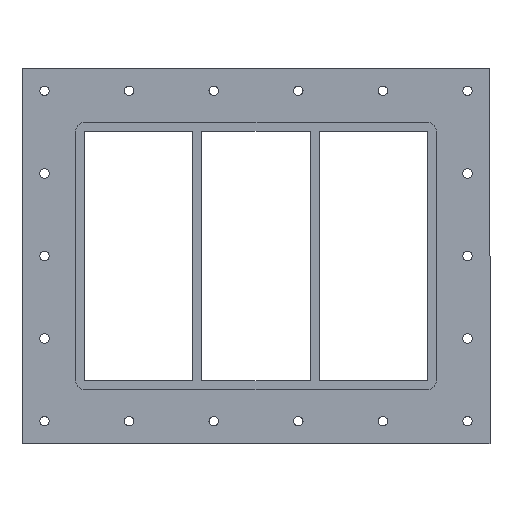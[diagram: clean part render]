
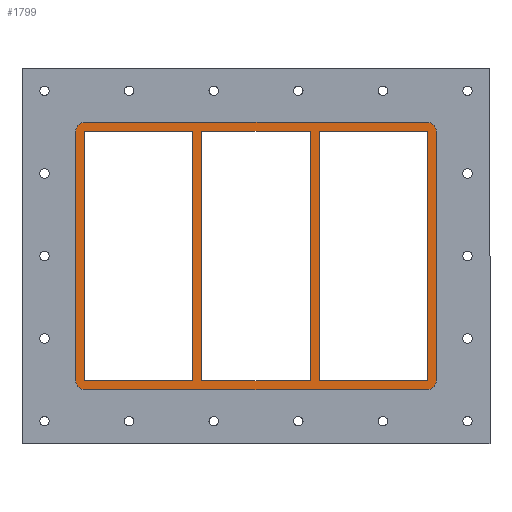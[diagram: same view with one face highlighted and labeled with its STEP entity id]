
A CAD part, top view. The second image highlights one B-rep face of the part: STEP entity #1799.
In plain terms, the highlighted planar face has unit normal (0, 0, 1).
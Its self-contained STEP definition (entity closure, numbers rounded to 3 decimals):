
#1006=CARTESIAN_POINT('',(200.75,-139.0,30.0));
#1007=VERTEX_POINT('',#1006);
#1014=CARTESIAN_POINT('',(190.75,-149.0,30.0));
#1015=VERTEX_POINT('',#1014);
#1016=CARTESIAN_POINT('',(190.75,-139.0,30.0));
#1017=DIRECTION('',(0.0,0.0,-1.0));
#1018=DIRECTION('',(0.707,-0.707,0.0));
#1019=AXIS2_PLACEMENT_3D('',#1016,#1017,#1018);
#1020=CIRCLE('',#1019,10.);
#1021=EDGE_CURVE('',#1007,#1015,#1020,.T.);
#1062=CARTESIAN_POINT('',(200.75,139.,30.0));
#1063=VERTEX_POINT('',#1062);
#1070=CARTESIAN_POINT('',(200.75,-139.0,30.0));
#1071=DIRECTION('',(0.0,1.0,0.0));
#1072=VECTOR('',#1071,278.);
#1073=LINE('',#1070,#1072);
#1074=EDGE_CURVE('',#1007,#1063,#1073,.T.);
#1111=CARTESIAN_POINT('',(190.75,149.,30.0));
#1112=VERTEX_POINT('',#1111);
#1119=CARTESIAN_POINT('',(190.75,139.,30.0));
#1120=DIRECTION('',(0.0,0.0,-1.0));
#1121=DIRECTION('',(0.707,0.707,0.0));
#1122=AXIS2_PLACEMENT_3D('',#1119,#1120,#1121);
#1123=CIRCLE('',#1122,10.);
#1124=EDGE_CURVE('',#1112,#1063,#1123,.T.);
#1160=CARTESIAN_POINT('',(-190.75,149.,30.0));
#1161=VERTEX_POINT('',#1160);
#1168=CARTESIAN_POINT('',(190.75,149.,30.0));
#1169=DIRECTION('',(-1.0,0.0,0.0));
#1170=VECTOR('',#1169,381.5);
#1171=LINE('',#1168,#1170);
#1172=EDGE_CURVE('',#1112,#1161,#1171,.T.);
#1348=CARTESIAN_POINT('',(-190.75,-149.0,30.0));
#1349=VERTEX_POINT('',#1348);
#1350=CARTESIAN_POINT('',(-190.75,-149.0,30.0));
#1351=DIRECTION('',(1.0,0.0,0.0));
#1352=VECTOR('',#1351,381.5);
#1353=LINE('',#1350,#1352);
#1354=EDGE_CURVE('',#1349,#1015,#1353,.T.);
#1372=CARTESIAN_POINT('',(-200.75,-139.0,30.0));
#1373=VERTEX_POINT('',#1372);
#1374=CARTESIAN_POINT('',(-190.75,-139.0,30.0));
#1375=DIRECTION('',(0.0,0.0,-1.0));
#1376=DIRECTION('',(-0.707,-0.707,0.0));
#1377=AXIS2_PLACEMENT_3D('',#1374,#1375,#1376);
#1378=CIRCLE('',#1377,10.);
#1379=EDGE_CURVE('',#1349,#1373,#1378,.T.);
#1396=CARTESIAN_POINT('',(-200.75,139.,30.0));
#1397=VERTEX_POINT('',#1396);
#1404=CARTESIAN_POINT('',(-190.75,139.,30.0));
#1405=DIRECTION('',(0.0,0.0,-1.0));
#1406=DIRECTION('',(-0.707,0.707,0.0));
#1407=AXIS2_PLACEMENT_3D('',#1404,#1405,#1406);
#1408=CIRCLE('',#1407,10.0);
#1409=EDGE_CURVE('',#1397,#1161,#1408,.T.);
#1455=CARTESIAN_POINT('',(70.25,139.,30.0));
#1456=VERTEX_POINT('',#1455);
#1463=CARTESIAN_POINT('',(70.25,-139.,30.0));
#1464=VERTEX_POINT('',#1463);
#1465=CARTESIAN_POINT('',(70.25,-139.,30.0));
#1466=DIRECTION('',(0.0,1.0,0.0));
#1467=VECTOR('',#1466,278.);
#1468=LINE('',#1465,#1467);
#1469=EDGE_CURVE('',#1464,#1456,#1468,.T.);
#1487=CARTESIAN_POINT('',(190.75,-139.0,30.0));
#1488=VERTEX_POINT('',#1487);
#1489=CARTESIAN_POINT('',(190.75,-139.,30.0));
#1490=DIRECTION('',(-1.0,0.0,0.0));
#1491=VECTOR('',#1490,120.5);
#1492=LINE('',#1489,#1491);
#1493=EDGE_CURVE('',#1488,#1464,#1492,.T.);
#1511=CARTESIAN_POINT('',(190.75,139.,30.0));
#1512=VERTEX_POINT('',#1511);
#1513=CARTESIAN_POINT('',(190.75,139.,30.0));
#1514=DIRECTION('',(0.0,-1.0,0.0));
#1515=VECTOR('',#1514,278.0);
#1516=LINE('',#1513,#1515);
#1517=EDGE_CURVE('',#1512,#1488,#1516,.T.);
#1535=CARTESIAN_POINT('',(70.25,139.,30.0));
#1536=DIRECTION('',(1.0,0.0,0.0));
#1537=VECTOR('',#1536,120.5);
#1538=LINE('',#1535,#1537);
#1539=EDGE_CURVE('',#1456,#1512,#1538,.T.);
#1551=CARTESIAN_POINT('',(-60.25,139.,30.0));
#1552=VERTEX_POINT('',#1551);
#1559=CARTESIAN_POINT('',(-60.25,-139.,30.0));
#1560=VERTEX_POINT('',#1559);
#1561=CARTESIAN_POINT('',(-60.25,-139.,30.0));
#1562=DIRECTION('',(0.0,1.0,0.0));
#1563=VECTOR('',#1562,278.);
#1564=LINE('',#1561,#1563);
#1565=EDGE_CURVE('',#1560,#1552,#1564,.T.);
#1583=CARTESIAN_POINT('',(60.25,-139.0,30.0));
#1584=VERTEX_POINT('',#1583);
#1585=CARTESIAN_POINT('',(60.25,-139.0,30.0));
#1586=DIRECTION('',(-1.0,0.0,0.0));
#1587=VECTOR('',#1586,120.5);
#1588=LINE('',#1585,#1587);
#1589=EDGE_CURVE('',#1584,#1560,#1588,.T.);
#1607=CARTESIAN_POINT('',(60.25,139.,30.0));
#1608=VERTEX_POINT('',#1607);
#1609=CARTESIAN_POINT('',(60.25,139.0,30.0));
#1610=DIRECTION('',(0.0,-1.0,0.0));
#1611=VECTOR('',#1610,278.);
#1612=LINE('',#1609,#1611);
#1613=EDGE_CURVE('',#1608,#1584,#1612,.T.);
#1631=CARTESIAN_POINT('',(-60.25,139.,30.0));
#1632=DIRECTION('',(1.0,0.0,0.0));
#1633=VECTOR('',#1632,120.5);
#1634=LINE('',#1631,#1633);
#1635=EDGE_CURVE('',#1552,#1608,#1634,.T.);
#1647=CARTESIAN_POINT('',(-190.75,139.,30.0));
#1648=VERTEX_POINT('',#1647);
#1655=CARTESIAN_POINT('',(-190.75,-139.,30.0));
#1656=VERTEX_POINT('',#1655);
#1657=CARTESIAN_POINT('',(-190.75,-139.,30.0));
#1658=DIRECTION('',(0.0,1.0,0.0));
#1659=VECTOR('',#1658,278.);
#1660=LINE('',#1657,#1659);
#1661=EDGE_CURVE('',#1656,#1648,#1660,.T.);
#1679=CARTESIAN_POINT('',(-70.25,-139.0,30.0));
#1680=VERTEX_POINT('',#1679);
#1681=CARTESIAN_POINT('',(-70.25,-139.0,30.0));
#1682=DIRECTION('',(-1.0,0.0,0.0));
#1683=VECTOR('',#1682,120.5);
#1684=LINE('',#1681,#1683);
#1685=EDGE_CURVE('',#1680,#1656,#1684,.T.);
#1703=CARTESIAN_POINT('',(-70.25,139.,30.0));
#1704=VERTEX_POINT('',#1703);
#1705=CARTESIAN_POINT('',(-70.25,139.,30.0));
#1706=DIRECTION('',(0.0,-1.0,0.0));
#1707=VECTOR('',#1706,278.0);
#1708=LINE('',#1705,#1707);
#1709=EDGE_CURVE('',#1704,#1680,#1708,.T.);
#1727=CARTESIAN_POINT('',(-190.75,139.,30.0));
#1728=DIRECTION('',(1.0,0.0,0.0));
#1729=VECTOR('',#1728,120.5);
#1730=LINE('',#1727,#1729);
#1731=EDGE_CURVE('',#1648,#1704,#1730,.T.);
#1744=CARTESIAN_POINT('',(-200.75,139.,30.0));
#1745=DIRECTION('',(0.0,-1.0,0.0));
#1746=VECTOR('',#1745,278.0);
#1747=LINE('',#1744,#1746);
#1748=EDGE_CURVE('',#1397,#1373,#1747,.T.);
#1766=CARTESIAN_POINT('',(0.,0.,30.0));
#1767=DIRECTION('',(0.0,0.0,1.0));
#1768=DIRECTION('',(1.0,0.0,0.0));
#1769=AXIS2_PLACEMENT_3D('',#1766,#1767,#1768);
#1770=PLANE('',#1769);
#1771=ORIENTED_EDGE('',*,*,#1021,.F.);
#1772=ORIENTED_EDGE('',*,*,#1074,.T.);
#1773=ORIENTED_EDGE('',*,*,#1124,.F.);
#1774=ORIENTED_EDGE('',*,*,#1172,.T.);
#1775=ORIENTED_EDGE('',*,*,#1409,.F.);
#1776=ORIENTED_EDGE('',*,*,#1748,.T.);
#1777=ORIENTED_EDGE('',*,*,#1379,.F.);
#1778=ORIENTED_EDGE('',*,*,#1354,.T.);
#1779=EDGE_LOOP('',(#1771,#1772,#1773,#1774,#1775,#1776,#1777,#1778));
#1780=FACE_OUTER_BOUND('',#1779,.T.);
#1781=ORIENTED_EDGE('',*,*,#1469,.T.);
#1782=ORIENTED_EDGE('',*,*,#1539,.T.);
#1783=ORIENTED_EDGE('',*,*,#1517,.T.);
#1784=ORIENTED_EDGE('',*,*,#1493,.T.);
#1785=EDGE_LOOP('',(#1781,#1782,#1783,#1784));
#1786=FACE_BOUND('',#1785,.T.);
#1787=ORIENTED_EDGE('',*,*,#1565,.T.);
#1788=ORIENTED_EDGE('',*,*,#1635,.T.);
#1789=ORIENTED_EDGE('',*,*,#1613,.T.);
#1790=ORIENTED_EDGE('',*,*,#1589,.T.);
#1791=EDGE_LOOP('',(#1787,#1788,#1789,#1790));
#1792=FACE_BOUND('',#1791,.T.);
#1793=ORIENTED_EDGE('',*,*,#1709,.T.);
#1794=ORIENTED_EDGE('',*,*,#1685,.T.);
#1795=ORIENTED_EDGE('',*,*,#1661,.T.);
#1796=ORIENTED_EDGE('',*,*,#1731,.T.);
#1797=EDGE_LOOP('',(#1793,#1794,#1795,#1796));
#1798=FACE_BOUND('',#1797,.T.);
#1799=ADVANCED_FACE('',(#1780,#1786,#1792,#1798),#1770,.T.);
